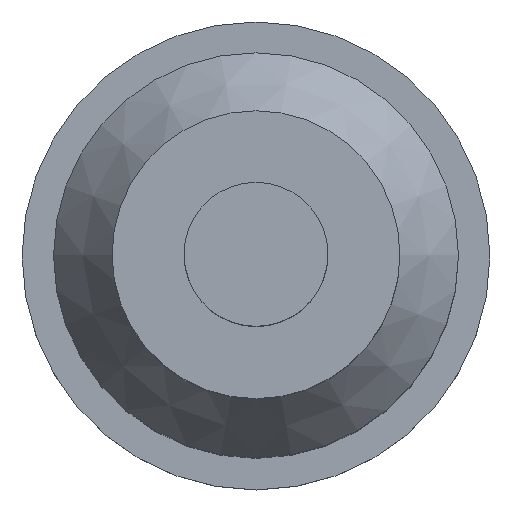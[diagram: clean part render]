
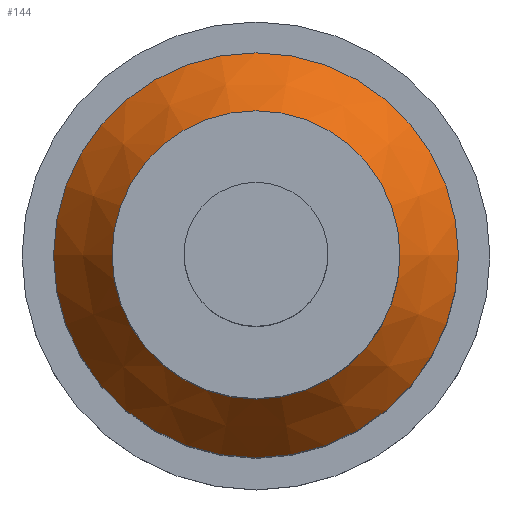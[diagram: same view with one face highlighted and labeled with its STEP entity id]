
A CAD part, top view. The second image highlights one B-rep face of the part: STEP entity #144.
In plain terms, the highlighted conical face has half-angle 35.838 degrees and reference radius 61.119 mm.
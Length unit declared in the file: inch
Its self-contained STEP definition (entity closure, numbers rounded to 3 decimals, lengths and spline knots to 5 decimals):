
#28=FACE_OUTER_BOUND('',#39,.T.);
#39=EDGE_LOOP('',(#107,#108,#109,#110,#111,#112));
#53=LINE('',#259,#59);
#59=VECTOR('',#206,2.40625);
#65=CIRCLE('',#176,2.);
#66=CIRCLE('',#177,2.);
#67=CIRCLE('',#178,2.8125);
#68=CIRCLE('',#179,2.8125);
#77=VERTEX_POINT('',#254);
#78=VERTEX_POINT('',#255);
#79=VERTEX_POINT('',#258);
#80=VERTEX_POINT('',#260);
#89=EDGE_CURVE('',#77,#78,#65,.T.);
#90=EDGE_CURVE('',#78,#77,#66,.T.);
#91=EDGE_CURVE('',#78,#79,#53,.T.);
#92=EDGE_CURVE('',#79,#80,#67,.T.);
#93=EDGE_CURVE('',#80,#79,#68,.T.);
#107=ORIENTED_EDGE('',*,*,#89,.F.);
#108=ORIENTED_EDGE('',*,*,#90,.F.);
#109=ORIENTED_EDGE('',*,*,#91,.T.);
#110=ORIENTED_EDGE('',*,*,#92,.T.);
#111=ORIENTED_EDGE('',*,*,#93,.T.);
#112=ORIENTED_EDGE('',*,*,#91,.F.);
#143=CONICAL_SURFACE('',#175,2.40625,0.625);
#144=ADVANCED_FACE('',(#28),#143,.T.);
#175=AXIS2_PLACEMENT_3D('',#253,#200,#201);
#176=AXIS2_PLACEMENT_3D('',#256,#202,#203);
#177=AXIS2_PLACEMENT_3D('',#257,#204,#205);
#178=AXIS2_PLACEMENT_3D('',#261,#207,#208);
#179=AXIS2_PLACEMENT_3D('',#262,#209,#210);
#200=DIRECTION('center_axis',(0.,0.,-1.));
#201=DIRECTION('ref_axis',(1.,0.,0.));
#202=DIRECTION('center_axis',(0.,0.,1.));
#203=DIRECTION('ref_axis',(-1.,0.,0.));
#204=DIRECTION('center_axis',(0.,0.,1.));
#205=DIRECTION('ref_axis',(-1.,0.,0.));
#206=DIRECTION('',(-0.585,0.,-0.811));
#207=DIRECTION('center_axis',(0.,0.,1.));
#208=DIRECTION('ref_axis',(-1.,0.,0.));
#209=DIRECTION('center_axis',(0.,0.,1.));
#210=DIRECTION('ref_axis',(-1.,0.,0.));
#253=CARTESIAN_POINT('Origin',(0.,0.,11.875));
#254=CARTESIAN_POINT('',(2.,0.,12.4375));
#255=CARTESIAN_POINT('',(-2.,0.,12.4375));
#256=CARTESIAN_POINT('Origin',(0.,0.,12.4375));
#257=CARTESIAN_POINT('Origin',(0.,0.,12.4375));
#258=CARTESIAN_POINT('',(-2.8125,0.,11.3125));
#259=CARTESIAN_POINT('',(-2.40625,0.,11.875));
#260=CARTESIAN_POINT('',(2.8125,0.,11.3125));
#261=CARTESIAN_POINT('Origin',(0.,0.,11.3125));
#262=CARTESIAN_POINT('Origin',(0.,0.,11.3125));
